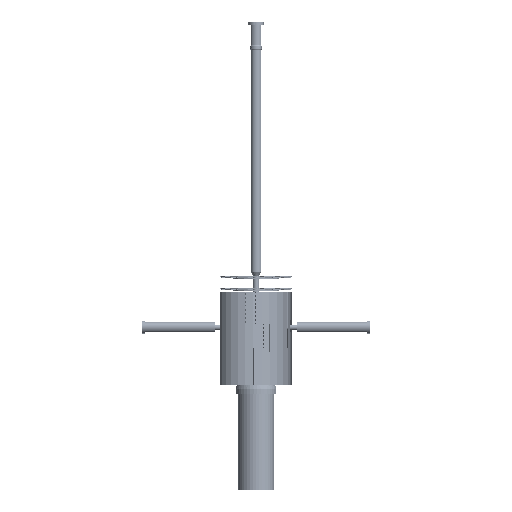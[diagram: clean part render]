
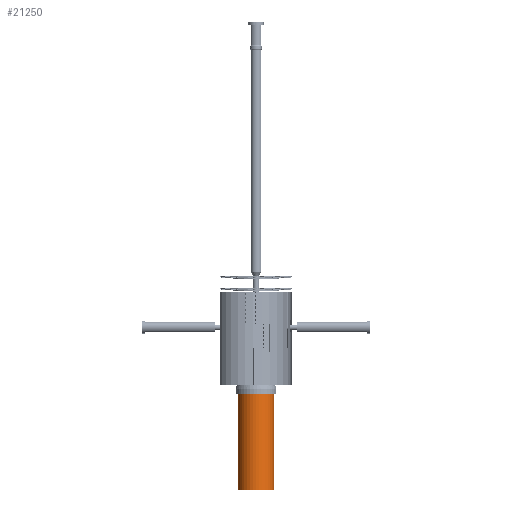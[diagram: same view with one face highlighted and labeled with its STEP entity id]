
A CAD part, left-side view. The second image highlights one B-rep face of the part: STEP entity #21250.
In plain terms, the highlighted cylindrical face has radius 71 mm (diameter 142 mm), a partial arc.
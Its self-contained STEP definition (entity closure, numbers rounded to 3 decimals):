
#21193=CARTESIAN_POINT('',(0.0,-250.0,-71.0));
#21194=VERTEX_POINT('',#21193);
#21201=CARTESIAN_POINT('',(0.0,-250.0,71.0));
#21202=VERTEX_POINT('',#21201);
#21203=CARTESIAN_POINT('',(0.0,-250.0,0.0));
#21204=DIRECTION('',(0.0,-1.0,0.0));
#21205=DIRECTION('',(1.0,0.0,0.0));
#21206=AXIS2_PLACEMENT_3D('',#21203,#21204,#21205);
#21207=CIRCLE('',#21206,71.0);
#21208=EDGE_CURVE('',#21194,#21202,#21207,.F.);
#21219=CARTESIAN_POINT('',(0.0,-220.,0.0));
#21220=DIRECTION('',(0.0,1.0,0.0));
#21221=DIRECTION('',(0.0,0.0,-1.0));
#21222=AXIS2_PLACEMENT_3D('',#21219,#21220,#21221);
#21223=CYLINDRICAL_SURFACE('',#21222,71.0);
#21224=ORIENTED_EDGE('',*,*,#21208,.F.);
#21225=CARTESIAN_POINT('',(0.0,-640.0,-71.0));
#21226=VERTEX_POINT('',#21225);
#21227=CARTESIAN_POINT('',(0.0,-640.0,-71.0));
#21228=DIRECTION('',(0.0,1.0,0.0));
#21229=VECTOR('',#21228,390.0);
#21230=LINE('',#21227,#21229);
#21231=EDGE_CURVE('',#21194,#21226,#21230,.F.);
#21232=ORIENTED_EDGE('',*,*,#21231,.T.);
#21233=CARTESIAN_POINT('',(0.0,-640.0,71.0));
#21234=VERTEX_POINT('',#21233);
#21235=CARTESIAN_POINT('',(0.0,-640.0,0.0));
#21236=DIRECTION('',(0.0,1.0,0.0));
#21237=DIRECTION('',(1.0,0.0,0.0));
#21238=AXIS2_PLACEMENT_3D('',#21235,#21236,#21237);
#21239=CIRCLE('',#21238,71.0);
#21240=EDGE_CURVE('',#21226,#21234,#21239,.T.);
#21241=ORIENTED_EDGE('',*,*,#21240,.T.);
#21242=CARTESIAN_POINT('',(0.0,-640.0,71.0));
#21243=DIRECTION('',(0.0,1.0,0.0));
#21244=VECTOR('',#21243,390.0);
#21245=LINE('',#21242,#21244);
#21246=EDGE_CURVE('',#21202,#21234,#21245,.F.);
#21247=ORIENTED_EDGE('',*,*,#21246,.F.);
#21248=EDGE_LOOP('',(#21224,#21232,#21241,#21247));
#21249=FACE_OUTER_BOUND('',#21248,.T.);
#21250=ADVANCED_FACE('',(#21249),#21223,.T.);
